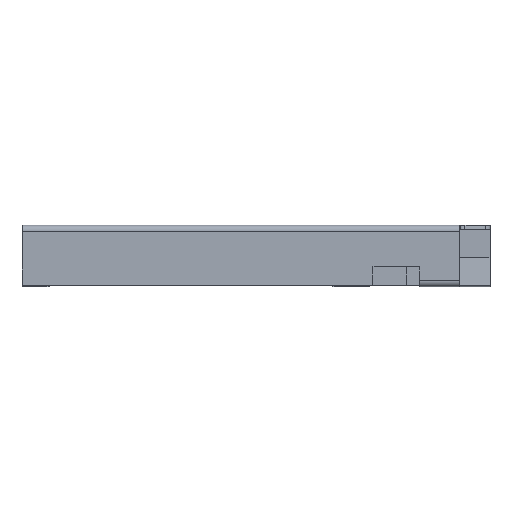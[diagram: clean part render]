
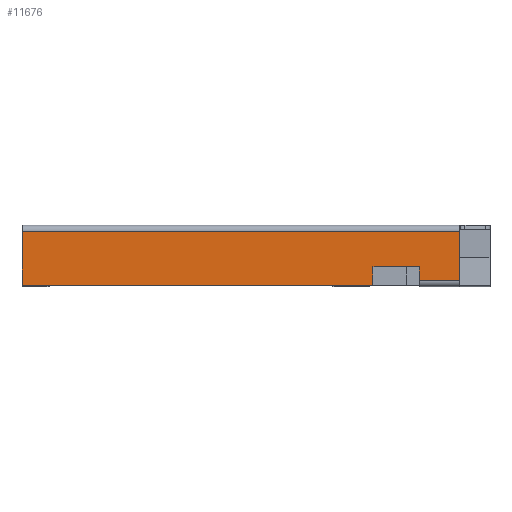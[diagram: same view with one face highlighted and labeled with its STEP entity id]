
A CAD part, left-side view. The second image highlights one B-rep face of the part: STEP entity #11676.
In plain terms, the highlighted planar face has unit normal (-1, 0, 0).
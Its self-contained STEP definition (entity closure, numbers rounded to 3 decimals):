
#802=FACE_OUTER_BOUND('',#1452,.T.);
#1452=EDGE_LOOP('',(#8885,#8886,#8887,#8888,#8889,#8890,#8891,#8892));
#2595=LINE('',#17428,#3925);
#2657=LINE('',#17574,#3987);
#2658=LINE('',#17576,#3988);
#2659=LINE('',#17578,#3989);
#2660=LINE('',#17580,#3990);
#2661=LINE('',#17581,#3991);
#2662=LINE('',#17583,#3992);
#2663=LINE('',#17584,#3993);
#3925=VECTOR('',#14199,1.);
#3987=VECTOR('',#14297,1.);
#3988=VECTOR('',#14298,1.);
#3989=VECTOR('',#14299,1.);
#3990=VECTOR('',#14300,1.);
#3991=VECTOR('',#14301,1.);
#3992=VECTOR('',#14302,1.);
#3993=VECTOR('',#14303,1.);
#5151=VERTEX_POINT('',#17425);
#5152=VERTEX_POINT('',#17427);
#5217=VERTEX_POINT('',#17572);
#5218=VERTEX_POINT('',#17573);
#5219=VERTEX_POINT('',#17575);
#5220=VERTEX_POINT('',#17577);
#5221=VERTEX_POINT('',#17579);
#5222=VERTEX_POINT('',#17582);
#6471=EDGE_CURVE('',#5152,#5151,#2595,.T.);
#6545=EDGE_CURVE('',#5217,#5218,#2657,.T.);
#6546=EDGE_CURVE('',#5218,#5219,#2658,.T.);
#6547=EDGE_CURVE('',#5219,#5220,#2659,.T.);
#6548=EDGE_CURVE('',#5220,#5221,#2660,.T.);
#6549=EDGE_CURVE('',#5152,#5221,#2661,.T.);
#6550=EDGE_CURVE('',#5222,#5151,#2662,.T.);
#6551=EDGE_CURVE('',#5217,#5222,#2663,.T.);
#8885=ORIENTED_EDGE('',*,*,#6545,.T.);
#8886=ORIENTED_EDGE('',*,*,#6546,.T.);
#8887=ORIENTED_EDGE('',*,*,#6547,.T.);
#8888=ORIENTED_EDGE('',*,*,#6548,.T.);
#8889=ORIENTED_EDGE('',*,*,#6549,.F.);
#8890=ORIENTED_EDGE('',*,*,#6471,.T.);
#8891=ORIENTED_EDGE('',*,*,#6550,.F.);
#8892=ORIENTED_EDGE('',*,*,#6551,.F.);
#10635=PLANE('',#12375);
#11676=ADVANCED_FACE('',(#802),#10635,.T.);
#12375=AXIS2_PLACEMENT_3D('',#17571,#14295,#14296);
#14199=DIRECTION('',(0.,-1.,0.));
#14295=DIRECTION('center_axis',(-1.,0.,0.));
#14296=DIRECTION('ref_axis',(0.,0.,1.));
#14297=DIRECTION('',(0.,0.,-1.));
#14298=DIRECTION('',(0.,-1.,0.));
#14299=DIRECTION('',(0.,0.,1.));
#14300=DIRECTION('',(0.,1.,0.));
#14301=DIRECTION('',(0.,0.,1.));
#14302=DIRECTION('',(0.,0.,-1.));
#14303=DIRECTION('',(0.,1.,0.));
#17425=CARTESIAN_POINT('',(-7.03,-4.034,0.05));
#17427=CARTESIAN_POINT('',(-7.03,7.366,0.05));
#17428=CARTESIAN_POINT('',(-7.03,21.401,0.05));
#17571=CARTESIAN_POINT('Origin',(-7.03,21.401,1.85));
#17572=CARTESIAN_POINT('',(-7.03,-5.534,0.65));
#17573=CARTESIAN_POINT('',(-7.03,-5.534,0.2));
#17574=CARTESIAN_POINT('',(-7.03,-5.534,0.15));
#17575=CARTESIAN_POINT('',(-7.03,-6.834,0.2));
#17576=CARTESIAN_POINT('',(-7.03,21.401,0.2));
#17577=CARTESIAN_POINT('',(-7.03,-6.834,1.8));
#17578=CARTESIAN_POINT('',(-7.03,-6.834,0.05));
#17579=CARTESIAN_POINT('',(-7.03,7.366,1.8));
#17580=CARTESIAN_POINT('',(-7.03,21.401,1.8));
#17581=CARTESIAN_POINT('',(-7.03,7.366,0.05));
#17582=CARTESIAN_POINT('',(-7.03,-4.034,0.65));
#17583=CARTESIAN_POINT('',(-7.03,-4.034,0.65));
#17584=CARTESIAN_POINT('',(-7.03,-5.534,0.65));
